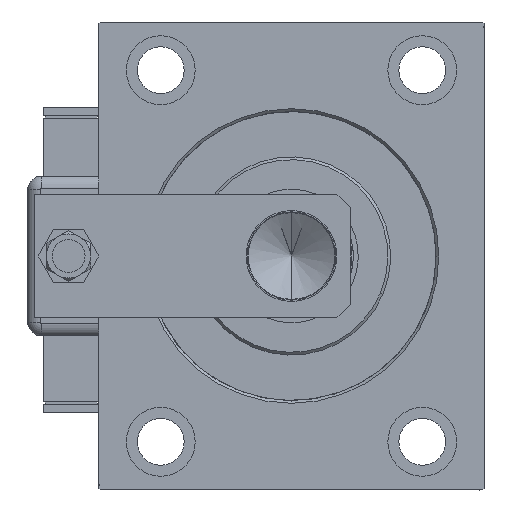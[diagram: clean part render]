
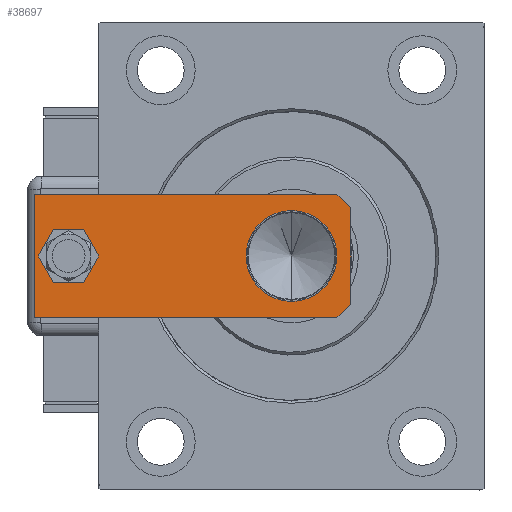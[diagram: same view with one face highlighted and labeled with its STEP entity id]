
A CAD part, left-side view. The second image highlights one B-rep face of the part: STEP entity #38697.
In plain terms, the highlighted face is planar.
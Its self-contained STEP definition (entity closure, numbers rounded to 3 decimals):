
#156 = EDGE_CURVE ( 'NONE', #53281, #13596, #39558, .T. ) ;
#683 = EDGE_CURVE ( 'NONE', #10500, #15557, #34841, .T. ) ;
#1860 = LINE ( 'NONE', #38773, #8642 ) ;
#2530 = AXIS2_PLACEMENT_3D ( 'NONE', #35640, #34740, #16582 ) ;
#3363 = CARTESIAN_POINT ( 'NONE',  ( 22.5, 115., 0. ) ) ;
#4156 = CIRCLE ( 'NONE', #59281, 16.5 ) ;
#5500 = ORIENTED_EDGE ( 'NONE', *, *, #45935, .T. ) ;
#5761 = CARTESIAN_POINT ( 'NONE',  ( -17.5, 0., 0. ) ) ;
#5946 = ORIENTED_EDGE ( 'NONE', *, *, #156, .F. ) ;
#6063 = DIRECTION ( 'NONE',  ( 1., 0., 0. ) ) ;
#8039 = ORIENTED_EDGE ( 'NONE', *, *, #27700, .F. ) ;
#8115 = FACE_BOUND ( 'NONE', #42397, .T. ) ;
#8259 = VERTEX_POINT ( 'NONE', #38612 ) ;
#8642 = VECTOR ( 'NONE', #15779, 1000. ) ;
#8837 = EDGE_LOOP ( 'NONE', ( #5946, #46932, #23062, #59802, #8039, #16441 ) ) ;
#8899 = EDGE_CURVE ( 'NONE', #15557, #16096, #1860, .T. ) ;
#9402 = CARTESIAN_POINT ( 'NONE',  ( -22.5, 115., 0. ) ) ;
#9638 = AXIS2_PLACEMENT_3D ( 'NONE', #34638, #48577, #53121 ) ;
#10080 = CARTESIAN_POINT ( 'NONE',  ( 17.5, 0., 0. ) ) ;
#10154 = VERTEX_POINT ( 'NONE', #24067 ) ;
#10188 = CARTESIAN_POINT ( 'NONE',  ( 22.5, 0., 0. ) ) ;
#10500 = VERTEX_POINT ( 'NONE', #23992 ) ;
#11197 = EDGE_CURVE ( 'NONE', #53281, #16096, #40057, .T. ) ;
#11271 = DIRECTION ( 'NONE',  ( -0.707, -0.707, 0. ) ) ;
#12041 = FACE_OUTER_BOUND ( 'NONE', #8837, .T. ) ;
#13596 = VERTEX_POINT ( 'NONE', #10080 ) ;
#13810 = CARTESIAN_POINT ( 'NONE',  ( -22.5, 5., 0. ) ) ;
#14803 = CARTESIAN_POINT ( 'NONE',  ( 0., 21.5, 0. ) ) ;
#15497 = DIRECTION ( 'NONE',  ( 1., 0., 0. ) ) ;
#15557 = VERTEX_POINT ( 'NONE', #9402 ) ;
#15779 = DIRECTION ( 'NONE',  ( 0., -1., 0. ) ) ;
#16096 = VERTEX_POINT ( 'NONE', #13810 ) ;
#16441 = ORIENTED_EDGE ( 'NONE', *, *, #45129, .T. ) ;
#16582 = DIRECTION ( 'NONE',  ( 1., 0., 0. ) ) ;
#17269 = VECTOR ( 'NONE', #30378, 1000. ) ;
#18142 = DIRECTION ( 'NONE',  ( 0., 0., 1. ) ) ;
#18542 = CARTESIAN_POINT ( 'NONE',  ( 7., 102.5, 0. ) ) ;
#18670 = LINE ( 'NONE', #10188, #43801 ) ;
#19496 = EDGE_CURVE ( 'NONE', #55617, #39048, #24362, .T. ) ;
#20916 = DIRECTION ( 'NONE',  ( -1., 0., 0. ) ) ;
#21910 = VERTEX_POINT ( 'NONE', #33465 ) ;
#23062 = ORIENTED_EDGE ( 'NONE', *, *, #8899, .F. ) ;
#23992 = CARTESIAN_POINT ( 'NONE',  ( 22.5, 115., 0. ) ) ;
#24067 = CARTESIAN_POINT ( 'NONE',  ( 22.5, 5., 0. ) ) ;
#24119 = CIRCLE ( 'NONE', #9638, 7. ) ;
#24362 = CIRCLE ( 'NONE', #56249, 7. ) ;
#26156 = CARTESIAN_POINT ( 'NONE',  ( -17.5, 0., 0. ) ) ;
#26399 = EDGE_CURVE ( 'NONE', #8259, #21910, #4156, .T. ) ;
#26474 = ORIENTED_EDGE ( 'NONE', *, *, #26399, .T. ) ;
#27700 = EDGE_CURVE ( 'NONE', #10154, #10500, #18670, .T. ) ;
#27831 = DIRECTION ( 'NONE',  ( 1., 0., 0. ) ) ;
#28631 = VECTOR ( 'NONE', #20916, 1000. ) ;
#30208 = FACE_BOUND ( 'NONE', #49806, .T. ) ;
#30378 = DIRECTION ( 'NONE',  ( -0.707, 0.707, 0. ) ) ;
#33101 = LINE ( 'NONE', #52740, #55971 ) ;
#33465 = CARTESIAN_POINT ( 'NONE',  ( -16.5, 21.5, 0. ) ) ;
#34638 = CARTESIAN_POINT ( 'NONE',  ( 0., 102.5, 0. ) ) ;
#34740 = DIRECTION ( 'NONE',  ( 0., 0., 1. ) ) ;
#34841 = LINE ( 'NONE', #3363, #28631 ) ;
#35300 = CARTESIAN_POINT ( 'NONE',  ( -22.5, 0., 0. ) ) ;
#35353 = VECTOR ( 'NONE', #58638, 1000. ) ;
#35503 = EDGE_CURVE ( 'NONE', #21910, #8259, #59662, .T. ) ;
#35640 = CARTESIAN_POINT ( 'NONE',  ( 0., 0., 0. ) ) ;
#36408 = CARTESIAN_POINT ( 'NONE',  ( -7., 102.5, 0. ) ) ;
#36904 = ORIENTED_EDGE ( 'NONE', *, *, #35503, .T. ) ;
#38612 = CARTESIAN_POINT ( 'NONE',  ( 16.5, 21.5, 0. ) ) ;
#38697 = ADVANCED_FACE ( 'NONE', ( #12041, #8115, #30208 ), #58668, .F. ) ;
#38773 = CARTESIAN_POINT ( 'NONE',  ( -22.5, 115., 0. ) ) ;
#39048 = VERTEX_POINT ( 'NONE', #36408 ) ;
#39297 = CARTESIAN_POINT ( 'NONE',  ( 0., 21.5, 0. ) ) ;
#39558 = LINE ( 'NONE', #35300, #35353 ) ;
#40057 = LINE ( 'NONE', #26156, #17269 ) ;
#41515 = ORIENTED_EDGE ( 'NONE', *, *, #19496, .T. ) ;
#42397 = EDGE_LOOP ( 'NONE', ( #5500, #41515 ) ) ;
#43198 = AXIS2_PLACEMENT_3D ( 'NONE', #14803, #18142, #27831 ) ;
#43626 = CARTESIAN_POINT ( 'NONE',  ( 0., 102.5, 0. ) ) ;
#43801 = VECTOR ( 'NONE', #47120, 1000. ) ;
#45129 = EDGE_CURVE ( 'NONE', #10154, #13596, #33101, .T. ) ;
#45935 = EDGE_CURVE ( 'NONE', #39048, #55617, #24119, .T. ) ;
#46932 = ORIENTED_EDGE ( 'NONE', *, *, #11197, .T. ) ;
#47120 = DIRECTION ( 'NONE',  ( 0., 1., 0. ) ) ;
#47604 = DIRECTION ( 'NONE',  ( 0., 0., 1. ) ) ;
#48577 = DIRECTION ( 'NONE',  ( 0., 0., 1. ) ) ;
#49806 = EDGE_LOOP ( 'NONE', ( #36904, #26474 ) ) ;
#52740 = CARTESIAN_POINT ( 'NONE',  ( 22.5, 5., 0. ) ) ;
#53121 = DIRECTION ( 'NONE',  ( 1., 0., 0. ) ) ;
#53281 = VERTEX_POINT ( 'NONE', #5761 ) ;
#55617 = VERTEX_POINT ( 'NONE', #18542 ) ;
#55971 = VECTOR ( 'NONE', #11271, 1000. ) ;
#56249 = AXIS2_PLACEMENT_3D ( 'NONE', #43626, #47604, #15497 ) ;
#56906 = DIRECTION ( 'NONE',  ( 0., 0., 1. ) ) ;
#58638 = DIRECTION ( 'NONE',  ( 1., 0., 0. ) ) ;
#58668 = PLANE ( 'NONE',  #2530 ) ;
#59281 = AXIS2_PLACEMENT_3D ( 'NONE', #39297, #56906, #6063 ) ;
#59662 = CIRCLE ( 'NONE', #43198, 16.5 ) ;
#59802 = ORIENTED_EDGE ( 'NONE', *, *, #683, .F. ) ;
